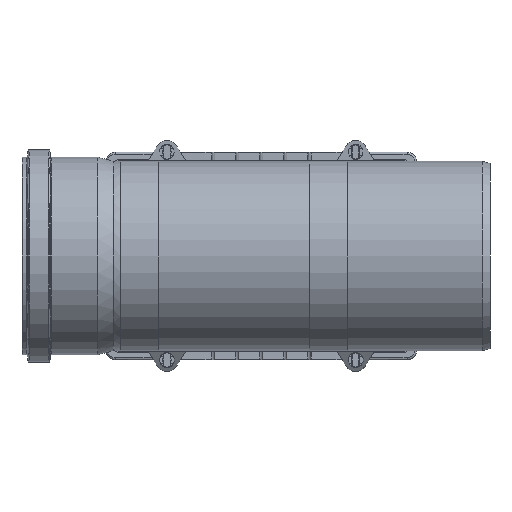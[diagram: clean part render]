
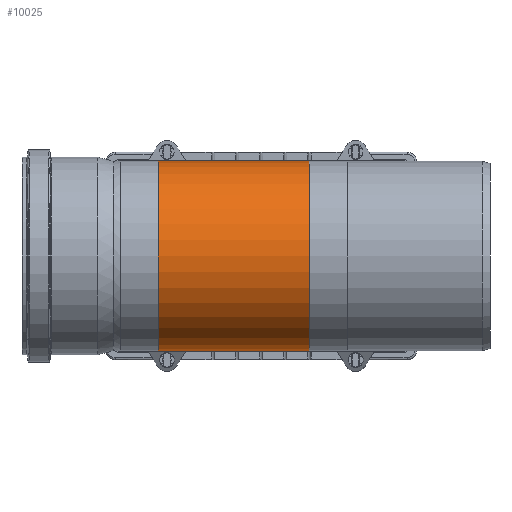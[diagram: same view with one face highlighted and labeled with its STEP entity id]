
A CAD part, left-side view. The second image highlights one B-rep face of the part: STEP entity #10025.
In plain terms, the highlighted cylindrical face has radius 100.25 mm (diameter 200.5 mm), a partial arc.
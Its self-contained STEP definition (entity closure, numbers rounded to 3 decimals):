
#455=CIRCLE('',#10811,100.25);
#456=CIRCLE('',#10813,100.25);
#1250=CYLINDRICAL_SURFACE('',#10812,100.25);
#1587=FACE_OUTER_BOUND('',#2296,.T.);
#2296=EDGE_LOOP('',(#7323,#7324,#7325,#7326));
#3131=LINE('',#16283,#3799);
#3134=LINE('',#16289,#3802);
#3799=VECTOR('',#12598,160.);
#3802=VECTOR('',#12603,160.);
#4465=VERTEX_POINT('',#16280);
#4466=VERTEX_POINT('',#16282);
#4467=VERTEX_POINT('',#16286);
#4468=VERTEX_POINT('',#16288);
#5462=EDGE_CURVE('',#4466,#4465,#3131,.T.);
#5465=EDGE_CURVE('',#4468,#4467,#3134,.T.);
#5477=EDGE_CURVE('',#4467,#4466,#455,.T.);
#5478=EDGE_CURVE('',#4465,#4468,#456,.T.);
#7323=ORIENTED_EDGE('',*,*,#5462,.T.);
#7324=ORIENTED_EDGE('',*,*,#5478,.T.);
#7325=ORIENTED_EDGE('',*,*,#5465,.T.);
#7326=ORIENTED_EDGE('',*,*,#5477,.T.);
#10025=ADVANCED_FACE('',(#1587),#1250,.T.);
#10811=AXIS2_PLACEMENT_3D('',#16312,#12634,#12635);
#10812=AXIS2_PLACEMENT_3D('',#16313,#12636,#12637);
#10813=AXIS2_PLACEMENT_3D('',#16314,#12638,#12639);
#12598=DIRECTION('',(0.,-1.,0.));
#12603=DIRECTION('',(0.,1.,0.));
#12634=DIRECTION('center_axis',(0.,-1.,0.));
#12635=DIRECTION('ref_axis',(1.,0.,0.));
#12636=DIRECTION('center_axis',(0.,1.,0.));
#12637=DIRECTION('ref_axis',(1.,0.,0.));
#12638=DIRECTION('center_axis',(0.,1.,0.));
#12639=DIRECTION('ref_axis',(1.,0.,0.));
#16280=CARTESIAN_POINT('',(0.,191.4,-100.25));
#16282=CARTESIAN_POINT('',(0.,351.4,-100.25));
#16283=CARTESIAN_POINT('',(0.,203.557,-100.25));
#16286=CARTESIAN_POINT('',(0.,351.4,100.25));
#16288=CARTESIAN_POINT('',(0.,191.4,100.25));
#16289=CARTESIAN_POINT('',(0.,203.557,100.25));
#16312=CARTESIAN_POINT('Origin',(0.,351.4,0.));
#16313=CARTESIAN_POINT('Origin',(0.,203.557,
0.));
#16314=CARTESIAN_POINT('Origin',(0.,191.4,0.));
